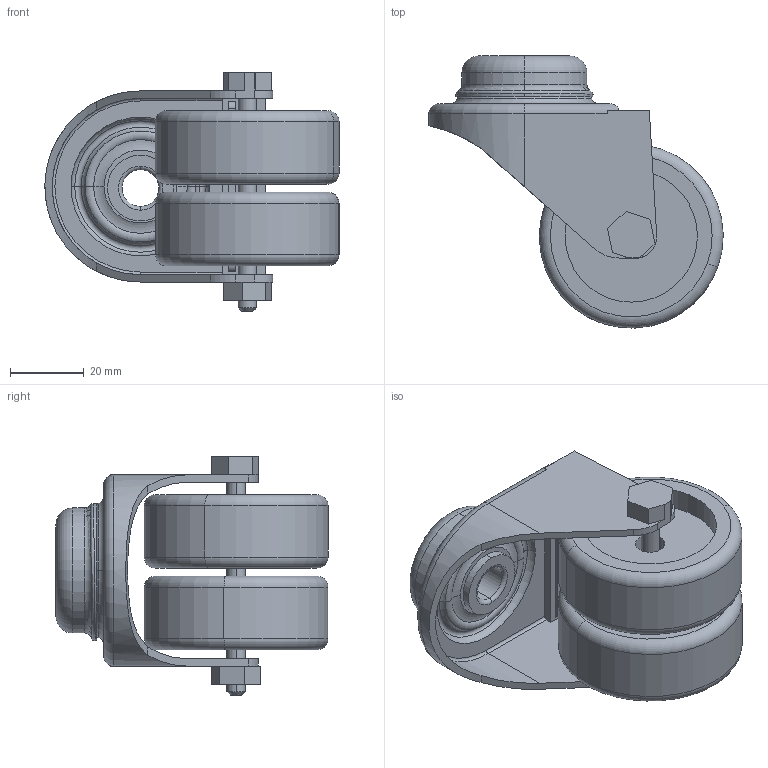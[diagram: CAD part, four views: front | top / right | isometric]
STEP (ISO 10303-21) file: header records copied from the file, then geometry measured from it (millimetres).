
FILE_DESCRIPTION (( 'STEP AP203' ), '1' );
FILE_NAME ('S2722.STEP', '2020-02-21T04:20:45', ( '' ), ( '' ), 'SwSTEP 2.0', 'SolidWorks 2013', '' );
FILE_SCHEMA (( 'CONFIG_CONTROL_DESIGN' ));
Length unit declared in the file: millimetre
Products named in the file (1): S2722
Bounding box: 80.06 x 74 x 65 mm (x, y, z)
Volume: 71073.9 mm3; surface area: 34536.5 mm2
Topology: 3 solids, 4 shells, 153 faces, 358 edges, 222 vertices
Faces by surface type: plane 53, cylinder 50, torus 44, cone 4, bspline 2
Entity records: 5270 total; most frequent: CARTESIAN_POINT 1582, DIRECTION 821, ORIENTED_EDGE 716, EDGE_CURVE 358, AXIS2_PLACEMENT_3D 335, VERTEX_POINT 222, CIRCLE 183, EDGE_LOOP 172
